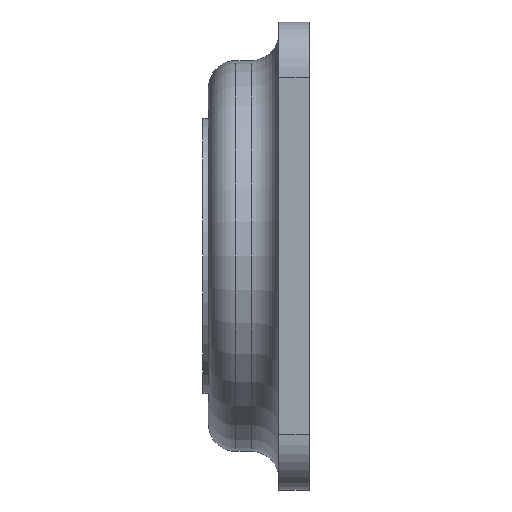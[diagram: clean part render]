
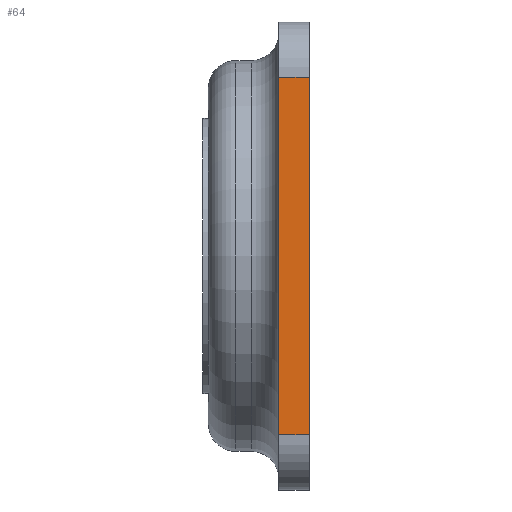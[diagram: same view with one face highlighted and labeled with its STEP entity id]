
A CAD part, left-side view. The second image highlights one B-rep face of the part: STEP entity #64.
In plain terms, the highlighted planar face has unit normal (-1, 0, 0).
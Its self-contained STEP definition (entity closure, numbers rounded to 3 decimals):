
#4 = LINE ( 'NONE', #750, #1667 ) ;
#36 = EDGE_CURVE ( 'NONE', #114, #1500, #904, .T. ) ;
#47 = LINE ( 'NONE', #1381, #845 ) ;
#64 = ADVANCED_FACE ( 'NONE', ( #499 ), #549, .F. ) ;
#71 = ORIENTED_EDGE ( 'NONE', *, *, #36, .T. ) ;
#87 = VECTOR ( 'NONE', #140, 1000. ) ;
#114 = VERTEX_POINT ( 'NONE', #948 ) ;
#140 = DIRECTION ( 'NONE',  ( 0., 1., 0. ) ) ;
#265 = EDGE_CURVE ( 'NONE', #691, #1500, #1583, .T. ) ;
#350 = DIRECTION ( 'NONE',  ( 0., -1., 0. ) ) ;
#409 = DIRECTION ( 'NONE',  ( 0., 0., -1. ) ) ;
#499 = FACE_OUTER_BOUND ( 'NONE', #610, .T. ) ;
#549 = PLANE ( 'NONE',  #1166 ) ;
#585 = ORIENTED_EDGE ( 'NONE', *, *, #716, .T. ) ;
#610 = EDGE_LOOP ( 'NONE', ( #585, #71, #1574, #1079 ) ) ;
#613 = DIRECTION ( 'NONE',  ( 0., 0., 1. ) ) ;
#691 = VERTEX_POINT ( 'NONE', #1526 ) ;
#716 = EDGE_CURVE ( 'NONE', #870, #114, #47, .T. ) ;
#750 = CARTESIAN_POINT ( 'NONE',  ( -57.5, 5.5, -32.5 ) ) ;
#758 = CARTESIAN_POINT ( 'NONE',  ( -57.5, 5.5, 32.5 ) ) ;
#815 = DIRECTION ( 'NONE',  ( 1., 0., 0. ) ) ;
#845 = VECTOR ( 'NONE', #613, 1000. ) ;
#870 = VERTEX_POINT ( 'NONE', #1151 ) ;
#904 = LINE ( 'NONE', #929, #87 ) ;
#929 = CARTESIAN_POINT ( 'NONE',  ( -57.5, 5.5, 32.5 ) ) ;
#948 = CARTESIAN_POINT ( 'NONE',  ( -57.5, 0., 32.5 ) ) ;
#1079 = ORIENTED_EDGE ( 'NONE', *, *, #1421, .T. ) ;
#1151 = CARTESIAN_POINT ( 'NONE',  ( -57.5, 0., -32.5 ) ) ;
#1166 = AXIS2_PLACEMENT_3D ( 'NONE', #1474, #815, #409 ) ;
#1260 = CARTESIAN_POINT ( 'NONE',  ( -57.5, 5.5, 42.5 ) ) ;
#1381 = CARTESIAN_POINT ( 'NONE',  ( -57.5, 0., 42.5 ) ) ;
#1421 = EDGE_CURVE ( 'NONE', #691, #870, #4, .T. ) ;
#1474 = CARTESIAN_POINT ( 'NONE',  ( -57.5, 5.5, 42.5 ) ) ;
#1500 = VERTEX_POINT ( 'NONE', #758 ) ;
#1521 = DIRECTION ( 'NONE',  ( 0., 0., 1. ) ) ;
#1526 = CARTESIAN_POINT ( 'NONE',  ( -57.5, 5.5, -32.5 ) ) ;
#1574 = ORIENTED_EDGE ( 'NONE', *, *, #265, .F. ) ;
#1583 = LINE ( 'NONE', #1260, #1629 ) ;
#1629 = VECTOR ( 'NONE', #1521, 1000. ) ;
#1667 = VECTOR ( 'NONE', #350, 1000. ) ;
